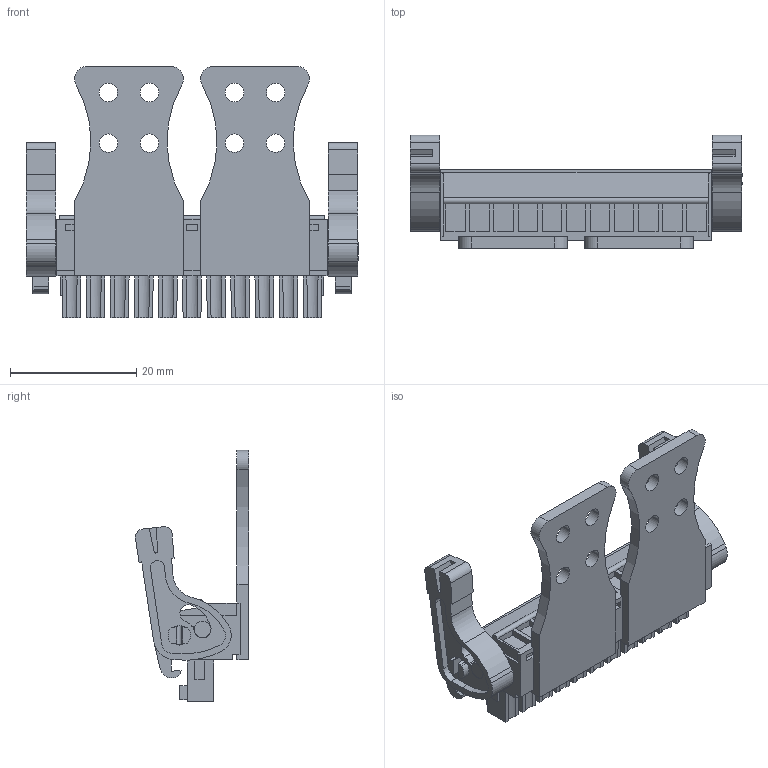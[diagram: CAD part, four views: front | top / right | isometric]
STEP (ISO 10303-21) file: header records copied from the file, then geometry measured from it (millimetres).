
FILE_DESCRIPTION(('CATIA V5R24 STEP','CAx-IF Rec.Pracs.--- Model Styling and Organization---1.2---2011-12-15'),'2;1');
FILE_NAME ('D1462188_0_2442220000_2442220000.stp','2017-10-04T13:58:03+00:00',('none'),('Weidmueller'),'CATIA Version 5-6 Release 2014 SP4 HF52','CATIA V5 STEP AP214','none');
FILE_SCHEMA(('AUTOMOTIVE_DESIGN { 1 0 10303 214 1 1 1 1 }'));
Length unit declared in the file: millimetre
Products named in the file (1): 2442220000
Bounding box: 52.5 x 17.9 x 39.75 mm (x, y, z)
Volume: 7129.4 mm3; surface area: 8149.8 mm2
Topology: 16 solids, 16 shells, 766 faces, 2005 edges, 1326 vertices
Faces by surface type: plane 567, cylinder 199
Entity records: 22467 total; most frequent: CARTESIAN_POINT 4001, ORIENTED_EDGE 3994, DIRECTION 2977, EDGE_CURVE 1997, VECTOR 1511, LINE 1511, VERTEX_POINT 1324, AXIS2_PLACEMENT_3D 957
